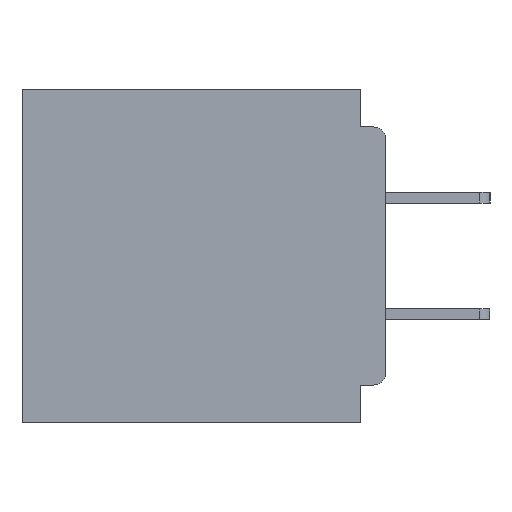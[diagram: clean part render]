
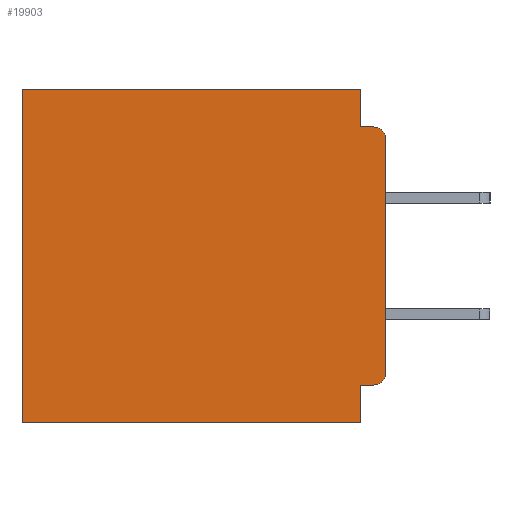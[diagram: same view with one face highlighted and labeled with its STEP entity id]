
A CAD part, left-side view. The second image highlights one B-rep face of the part: STEP entity #19903.
In plain terms, the highlighted planar face has unit normal (-1, 0, 0).
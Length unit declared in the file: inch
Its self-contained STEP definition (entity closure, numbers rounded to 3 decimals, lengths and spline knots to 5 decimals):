
#55 = EDGE_CURVE ( 'NONE', #37848, #44489, #7819, .T. ) ;
#717 = CARTESIAN_POINT ( 'NONE',  ( 0.3, 0.015, -0.045 ) ) ;
#915 = CARTESIAN_POINT ( 'NONE',  ( 0.3, 0.437, 0. ) ) ;
#1995 = DIRECTION ( 'NONE',  ( 0., 1., 0. ) ) ;
#2193 = AXIS2_PLACEMENT_3D ( 'NONE', #7054, #32614, #10748 ) ;
#2362 = ORIENTED_EDGE ( 'NONE', *, *, #30015, .T. ) ;
#3195 = VECTOR ( 'NONE', #33868, 39.37008 ) ;
#3829 = EDGE_CURVE ( 'NONE', #23947, #44489, #29748, .T. ) ;
#3891 = AXIS2_PLACEMENT_3D ( 'NONE', #44501, #8116, #33680 ) ;
#3914 = DIRECTION ( 'NONE',  ( 0., 0., -1. ) ) ;
#4301 = CARTESIAN_POINT ( 'NONE',  ( 0.3, 0.437, -0.4 ) ) ;
#4401 = PLANE ( 'NONE',  #3891 ) ;
#4814 = EDGE_CURVE ( 'NONE', #26137, #20277, #14465, .T. ) ;
#4886 = VERTEX_POINT ( 'NONE', #10378 ) ;
#5019 = EDGE_CURVE ( 'NONE', #16865, #19349, #39572, .T. ) ;
#5693 = DIRECTION ( 'NONE',  ( 0., 0., -1. ) ) ;
#7054 = CARTESIAN_POINT ( 'NONE',  ( 0.3, 0.015, -0.34 ) ) ;
#7130 = AXIS2_PLACEMENT_3D ( 'NONE', #45771, #45925, #41474 ) ;
#7612 = FACE_OUTER_BOUND ( 'NONE', #24857, .T. ) ;
#7819 = CIRCLE ( 'NONE', #7130, 0.015 ) ;
#7962 = ORIENTED_EDGE ( 'NONE', *, *, #55, .T. ) ;
#8039 = CARTESIAN_POINT ( 'NONE',  ( 0.3, 0., -0.06 ) ) ;
#8116 = DIRECTION ( 'NONE',  ( 1., 0., 0. ) ) ;
#8297 = CARTESIAN_POINT ( 'NONE',  ( 0.3, 0.031, 0. ) ) ;
#9678 = ORIENTED_EDGE ( 'NONE', *, *, #40588, .F. ) ;
#10362 = ORIENTED_EDGE ( 'NONE', *, *, #46055, .F. ) ;
#10378 = CARTESIAN_POINT ( 'NONE',  ( 0.3, 0.437, -0.4 ) ) ;
#10742 = DIRECTION ( 'NONE',  ( 0., 1., 0. ) ) ;
#10748 = DIRECTION ( 'NONE',  ( 0., 0., -1. ) ) ;
#11540 = VECTOR ( 'NONE', #36098, 39.37008 ) ;
#11821 = LINE ( 'NONE', #8297, #3195 ) ;
#12113 = EDGE_CURVE ( 'NONE', #20277, #22041, #23679, .T. ) ;
#12144 = VECTOR ( 'NONE', #1995, 39.37008 ) ;
#13430 = VECTOR ( 'NONE', #33579, 39.37008 ) ;
#14417 = CARTESIAN_POINT ( 'NONE',  ( 0.3, 0.031, -0.045 ) ) ;
#14429 = CARTESIAN_POINT ( 'NONE',  ( 0.3, 0., -0.4 ) ) ;
#14465 = LINE ( 'NONE', #37959, #12144 ) ;
#14867 = CARTESIAN_POINT ( 'NONE',  ( 0.3, 0., -0.34 ) ) ;
#14933 = LINE ( 'NONE', #27645, #35504 ) ;
#16865 = VERTEX_POINT ( 'NONE', #42528 ) ;
#18721 = CARTESIAN_POINT ( 'NONE',  ( 0.3, 0.031, -0.4 ) ) ;
#19286 = EDGE_CURVE ( 'NONE', #19349, #4886, #42512, .T. ) ;
#19349 = VERTEX_POINT ( 'NONE', #915 ) ;
#19903 = ADVANCED_FACE ( 'NONE', ( #7612 ), #4401, .F. ) ;
#20277 = VERTEX_POINT ( 'NONE', #35749 ) ;
#21744 = ORIENTED_EDGE ( 'NONE', *, *, #32809, .F. ) ;
#22041 = VERTEX_POINT ( 'NONE', #32164 ) ;
#22071 = CARTESIAN_POINT ( 'NONE',  ( 0.3, 0., -0.045 ) ) ;
#22610 = DIRECTION ( 'NONE',  ( 0., -1., 0. ) ) ;
#23679 = LINE ( 'NONE', #18721, #41883 ) ;
#23947 = VERTEX_POINT ( 'NONE', #14417 ) ;
#24857 = EDGE_LOOP ( 'NONE', ( #9678, #7962, #27443, #21744, #25806, #45115, #10362, #32082, #32659, #2362 ) ) ;
#25806 = ORIENTED_EDGE ( 'NONE', *, *, #5019, .T. ) ;
#26137 = VERTEX_POINT ( 'NONE', #41974 ) ;
#27443 = ORIENTED_EDGE ( 'NONE', *, *, #3829, .F. ) ;
#27645 = CARTESIAN_POINT ( 'NONE',  ( 0.3, 0., -0.4 ) ) ;
#28552 = LINE ( 'NONE', #14429, #45589 ) ;
#28755 = CARTESIAN_POINT ( 'NONE',  ( 0.3, 0., 0. ) ) ;
#29748 = LINE ( 'NONE', #22071, #37171 ) ;
#30015 = EDGE_CURVE ( 'NONE', #26137, #30739, #44623, .T. ) ;
#30739 = VERTEX_POINT ( 'NONE', #14867 ) ;
#32082 = ORIENTED_EDGE ( 'NONE', *, *, #12113, .F. ) ;
#32164 = CARTESIAN_POINT ( 'NONE',  ( 0.3, 0.031, -0.4 ) ) ;
#32614 = DIRECTION ( 'NONE',  ( -1., 0., 0. ) ) ;
#32659 = ORIENTED_EDGE ( 'NONE', *, *, #4814, .F. ) ;
#32809 = EDGE_CURVE ( 'NONE', #16865, #23947, #11821, .T. ) ;
#33579 = DIRECTION ( 'NONE',  ( 0., 0., -1. ) ) ;
#33680 = DIRECTION ( 'NONE',  ( 0., 0., -1. ) ) ;
#33868 = DIRECTION ( 'NONE',  ( 0., 0., -1. ) ) ;
#35504 = VECTOR ( 'NONE', #5693, 39.37008 ) ;
#35749 = CARTESIAN_POINT ( 'NONE',  ( 0.3, 0.031, -0.355 ) ) ;
#36098 = DIRECTION ( 'NONE',  ( 0., 1., 0. ) ) ;
#37171 = VECTOR ( 'NONE', #22610, 39.37008 ) ;
#37848 = VERTEX_POINT ( 'NONE', #8039 ) ;
#37959 = CARTESIAN_POINT ( 'NONE',  ( 0.3, 0., -0.355 ) ) ;
#39572 = LINE ( 'NONE', #28755, #11540 ) ;
#40588 = EDGE_CURVE ( 'NONE', #37848, #30739, #14933, .T. ) ;
#41474 = DIRECTION ( 'NONE',  ( 0., 0., -1. ) ) ;
#41883 = VECTOR ( 'NONE', #3914, 39.37008 ) ;
#41974 = CARTESIAN_POINT ( 'NONE',  ( 0.3, 0.015, -0.355 ) ) ;
#42512 = LINE ( 'NONE', #4301, #13430 ) ;
#42528 = CARTESIAN_POINT ( 'NONE',  ( 0.3, 0.031, 0. ) ) ;
#44489 = VERTEX_POINT ( 'NONE', #717 ) ;
#44501 = CARTESIAN_POINT ( 'NONE',  ( 0.3, 0., -0.4 ) ) ;
#44623 = CIRCLE ( 'NONE', #2193, 0.015 ) ;
#45115 = ORIENTED_EDGE ( 'NONE', *, *, #19286, .T. ) ;
#45589 = VECTOR ( 'NONE', #10742, 39.37008 ) ;
#45771 = CARTESIAN_POINT ( 'NONE',  ( 0.3, 0.015, -0.06 ) ) ;
#45925 = DIRECTION ( 'NONE',  ( -1., 0., 0. ) ) ;
#46055 = EDGE_CURVE ( 'NONE', #22041, #4886, #28552, .T. ) ;
